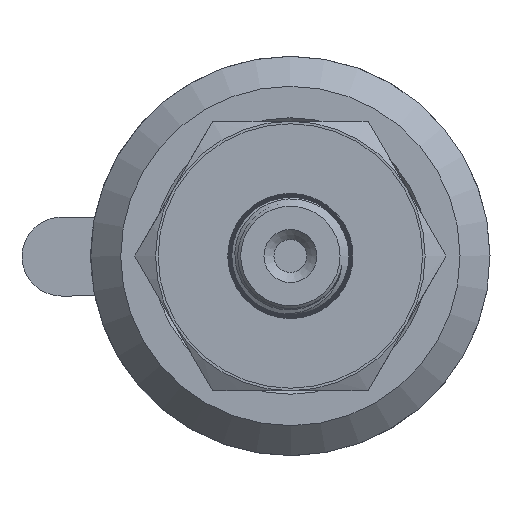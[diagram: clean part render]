
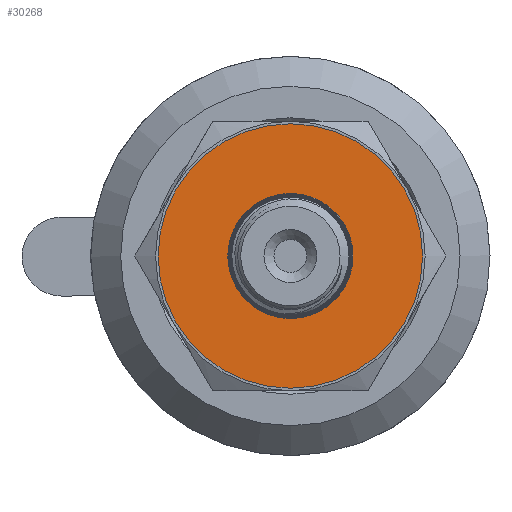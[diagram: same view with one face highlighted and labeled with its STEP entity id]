
A CAD part, left-side view. The second image highlights one B-rep face of the part: STEP entity #30268.
In plain terms, the highlighted planar face has unit normal (-1, 0, 0).
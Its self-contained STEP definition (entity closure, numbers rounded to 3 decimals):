
#522=PLANE('',#31794);
#1528=FACE_BOUND('',#3815,.T.);
#2112=FACE_OUTER_BOUND('',#3814,.T.);
#3814=EDGE_LOOP('',(#22307));
#3815=EDGE_LOOP('',(#22308));
#5272=CIRCLE('',#31684,6.27);
#5306=CIRCLE('',#31785,13.25);
#12815=VERTEX_POINT('',#41844);
#13387=VERTEX_POINT('',#51592);
#15881=EDGE_CURVE('',#12815,#12815,#5272,.T.);
#16746=EDGE_CURVE('',#13387,#13387,#5306,.T.);
#22307=ORIENTED_EDGE('',*,*,#16746,.T.);
#22308=ORIENTED_EDGE('',*,*,#15881,.T.);
#30268=ADVANCED_FACE('',(#2112,#1528),#522,.T.);
#31684=AXIS2_PLACEMENT_3D('',#41845,#33776,#33777);
#31785=AXIS2_PLACEMENT_3D('',#51593,#34272,#34273);
#31794=AXIS2_PLACEMENT_3D('',#52377,#34293,#34294);
#33776=DIRECTION('center_axis',(1.,0.,0.));
#33777=DIRECTION('ref_axis',(0.,0.,-1.));
#34272=DIRECTION('center_axis',(-1.,0.,0.));
#34273=DIRECTION('ref_axis',(0.,1.,0.));
#34293=DIRECTION('center_axis',(-1.,0.,0.));
#34294=DIRECTION('ref_axis',(0.,0.,1.));
#41844=CARTESIAN_POINT('',(-48.,-6.27,0.));
#41845=CARTESIAN_POINT('Origin',(-48.,0.,0.));
#51592=CARTESIAN_POINT('',(-48.,-13.25,0.));
#51593=CARTESIAN_POINT('Origin',(-48.,0.,0.));
#52377=CARTESIAN_POINT('Origin',(-48.,13.5,0.));
